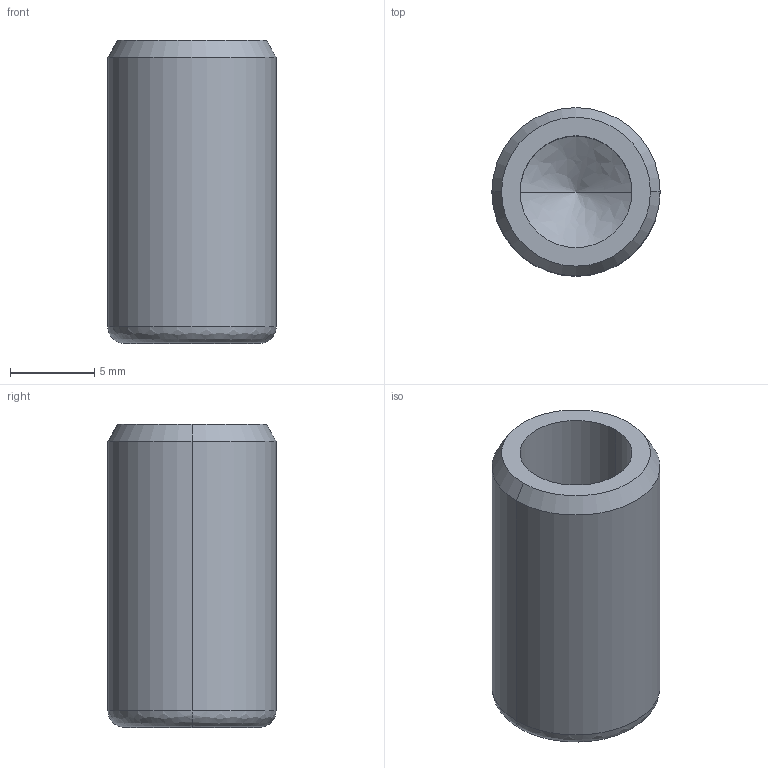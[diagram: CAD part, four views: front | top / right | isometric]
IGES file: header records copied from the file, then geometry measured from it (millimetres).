
Start section: START RECORD GO HERE.
Global section: file name: Doigt_frein.igs; native system: DASSAULT SYSTEMES CATIA Version 5-6 Release 2022 - www.3ds.com; preprocessor: V5-6R2022_5.32.0.0.10-14-2021.20.00; author: GautierCHAUDEY; organization: AzureAD; date: 20241030.093629; units: millimetre
Bounding box: 10 x 10 x 18 mm (x, y, z)
Surface area: 1002.5 mm2 (no closed solid volume)
Topology: 0 solids, 0 shells, 12 faces, 46 edges, 44 vertices
Faces by surface type: revolution 10, plane 2
